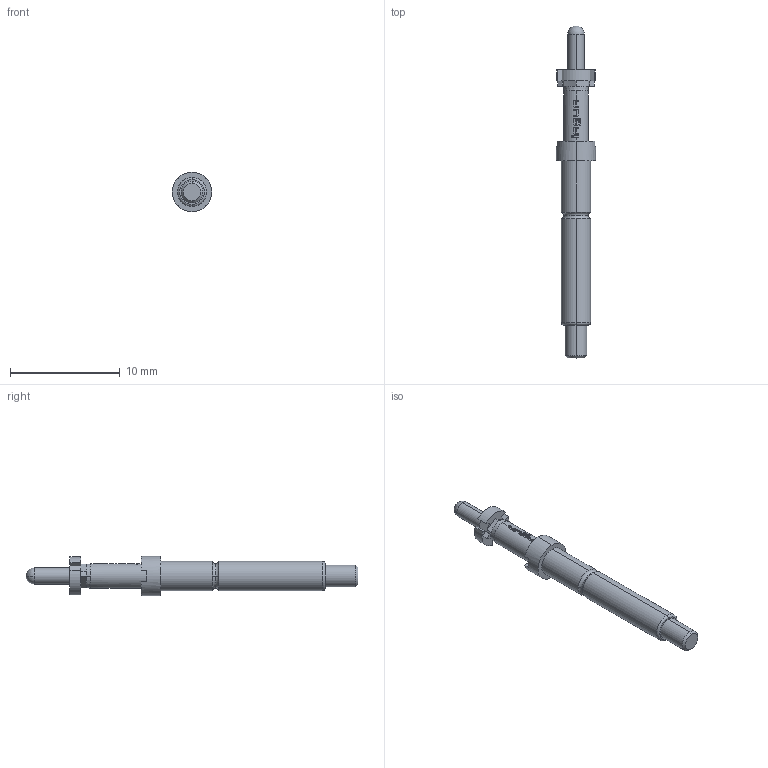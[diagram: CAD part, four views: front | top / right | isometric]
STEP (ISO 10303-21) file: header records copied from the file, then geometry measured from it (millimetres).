
FILE_DESCRIPTION (( 'STEP AP203' ), '1' );
FILE_NAME ('INGUN_T-888_305_150_400_350Axx02M.STEP', '2022-02-10T11:01:30', ( 'ochi' ), ( '' ), 'SwSTEP 2.0', 'SolidWorks 2018', '' );
FILE_SCHEMA (( 'CONFIG_CONTROL_DESIGN' ));
Length unit declared in the file: millimetre
Products named in the file (1): INGUN_T-888_305_150_400_350Axx02M
Bounding box: 3.6 x 30.3 x 3.6 mm (x, y, z)
Volume: 145.2 mm3; surface area: 266.3 mm2
Topology: 1 solids, 1 shells, 132 faces, 371 edges, 243 vertices
Faces by surface type: plane 73, cylinder 25, bspline 22, torus 6, cone 4, sphere 2
Entity records: 4624 total; most frequent: CARTESIAN_POINT 1265, ORIENTED_EDGE 738, DIRECTION 629, EDGE_CURVE 369, VERTEX_POINT 243, AXIS2_PLACEMENT_3D 235, VECTOR 159, LINE 159
